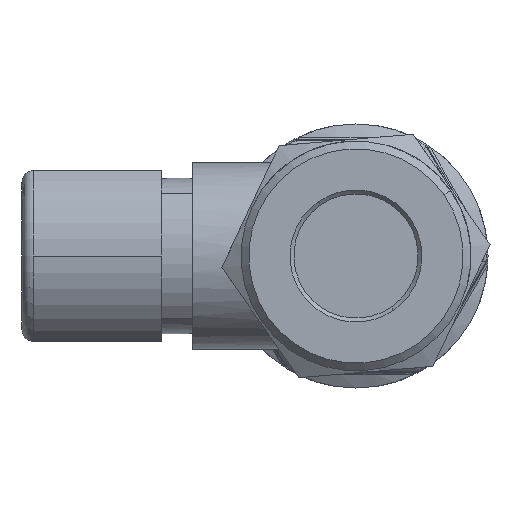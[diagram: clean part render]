
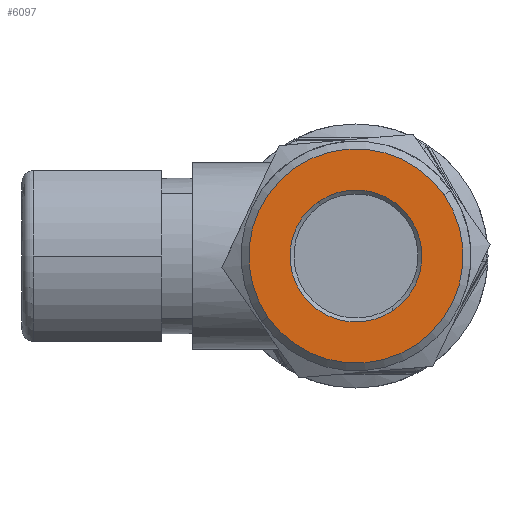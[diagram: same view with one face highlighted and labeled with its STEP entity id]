
A CAD part, left-side view. The second image highlights one B-rep face of the part: STEP entity #6097.
In plain terms, the highlighted planar face has unit normal (-1, 0, 0).
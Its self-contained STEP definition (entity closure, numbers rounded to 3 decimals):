
#1026 = AXIS2_PLACEMENT_3D ( 'NONE', #6561, #6564, #6568 ) ;
#6097 = ADVANCED_FACE ( 'NONE', ( #29954, #29958 ), #6566, .T. ) ;
#6561 = CARTESIAN_POINT ( 'NONE',  ( -17.705, 3.942, 5.663 ) ) ;
#6564 = DIRECTION ( 'NONE',  ( -1., 0., 0. ) ) ;
#6566 = PLANE ( 'NONE',  #1026 ) ;
#6568 = DIRECTION ( 'NONE',  ( 0., -0.821, 0.571 ) ) ;
#9180 = EDGE_CURVE ( 'NONE', #33595, #33584, #13613, .T. ) ;
#9181 = EDGE_CURVE ( 'NONE', #33596, #33592, #13607, .T. ) ;
#9919 = EDGE_CURVE ( 'NONE', #33592, #33596, #25591, .T. ) ;
#9921 = EDGE_CURVE ( 'NONE', #33584, #33595, #25600, .T. ) ;
#13607 = CIRCLE ( 'NONE', #31022, 4.25 ) ;
#13613 = CIRCLE ( 'NONE', #31020, 6.9 ) ;
#14535 = ORIENTED_EDGE ( 'NONE', *, *, #9921, .F. ) ;
#14543 = ORIENTED_EDGE ( 'NONE', *, *, #9180, .F. ) ;
#14545 = ORIENTED_EDGE ( 'NONE', *, *, #9181, .F. ) ;
#14576 = ORIENTED_EDGE ( 'NONE', *, *, #9919, .F. ) ;
#23460 = CARTESIAN_POINT ( 'NONE',  ( -17.705, 5.663, -3.942 ) ) ;
#23468 = CARTESIAN_POINT ( 'NONE',  ( -17.705, 2.428, 3.488 ) ) ;
#23471 = CARTESIAN_POINT ( 'NONE',  ( -17.705, -5.663, 3.942 ) ) ;
#23472 = CARTESIAN_POINT ( 'NONE',  ( -17.705, -2.428, -3.488 ) ) ;
#25591 = CIRCLE ( 'NONE', #31251, 4.25 ) ;
#25600 = CIRCLE ( 'NONE', #31253, 6.9 ) ;
#26797 = CARTESIAN_POINT ( 'NONE',  ( -17.705, 0., 0. ) ) ;
#26798 = DIRECTION ( 'NONE',  ( -1., 0., 0. ) ) ;
#26799 = DIRECTION ( 'NONE',  ( 0., -0.571, -0.821 ) ) ;
#26802 = CARTESIAN_POINT ( 'NONE',  ( -17.705, 0., 0. ) ) ;
#26803 = DIRECTION ( 'NONE',  ( 1., 0., 0. ) ) ;
#26804 = DIRECTION ( 'NONE',  ( 0., 0.821, -0.571 ) ) ;
#29451 = EDGE_LOOP ( 'NONE', ( #14535, #14543 ) ) ;
#29456 = EDGE_LOOP ( 'NONE', ( #14545, #14576 ) ) ;
#29954 = FACE_OUTER_BOUND ( 'NONE', #29451, .T. ) ;
#29958 = FACE_BOUND ( 'NONE', #29456, .T. ) ;
#31020 = AXIS2_PLACEMENT_3D ( 'NONE', #38171, #38173, #38174 ) ;
#31022 = AXIS2_PLACEMENT_3D ( 'NONE', #38178, #38180, #38182 ) ;
#31251 = AXIS2_PLACEMENT_3D ( 'NONE', #26797, #26798, #26799 ) ;
#31253 = AXIS2_PLACEMENT_3D ( 'NONE', #26802, #26803, #26804 ) ;
#33584 = VERTEX_POINT ( 'NONE', #23460 ) ;
#33592 = VERTEX_POINT ( 'NONE', #23468 ) ;
#33595 = VERTEX_POINT ( 'NONE', #23471 ) ;
#33596 = VERTEX_POINT ( 'NONE', #23472 ) ;
#38171 = CARTESIAN_POINT ( 'NONE',  ( -17.705, 0., 0. ) ) ;
#38173 = DIRECTION ( 'NONE',  ( 1., 0., 0. ) ) ;
#38174 = DIRECTION ( 'NONE',  ( 0., 0.821, -0.571 ) ) ;
#38178 = CARTESIAN_POINT ( 'NONE',  ( -17.705, 0., 0. ) ) ;
#38180 = DIRECTION ( 'NONE',  ( -1., 0., 0. ) ) ;
#38182 = DIRECTION ( 'NONE',  ( 0., -0.571, -0.821 ) ) ;
